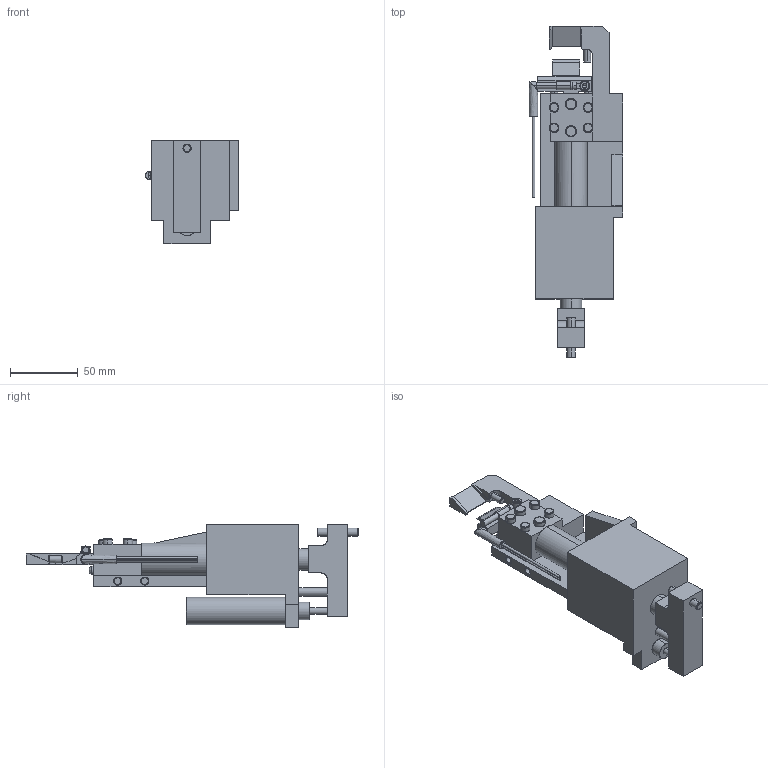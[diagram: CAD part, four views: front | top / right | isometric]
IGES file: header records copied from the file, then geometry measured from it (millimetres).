
Start section: SolidWorks IGES file using analytic representation for surfaces
Global section: file name: NKH20XLK0-40W-asm.IGS; native system: SolidWorks 2021; preprocessor: SolidWorks 2021; author: NP3-10; date: 230414.112839; units: millimetre
Bounding box: 68.72 x 244.5 x 76.5 mm (x, y, z)
Surface area: 67086.3 mm2 (no closed solid volume)
Topology: 0 solids, 0 shells, 256 faces, 3523 edges, 3519 vertices
Faces by surface type: revolution 133, bspline 123
